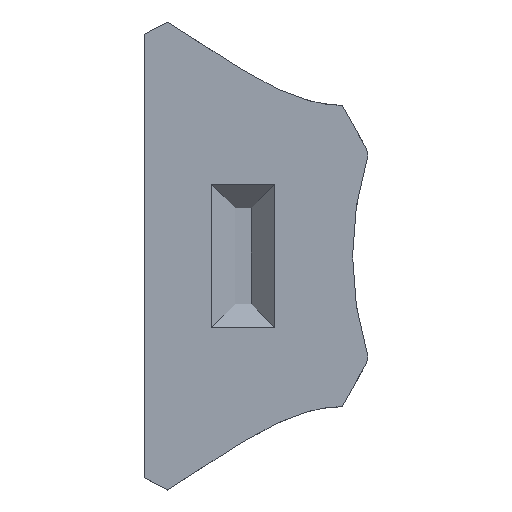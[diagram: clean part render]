
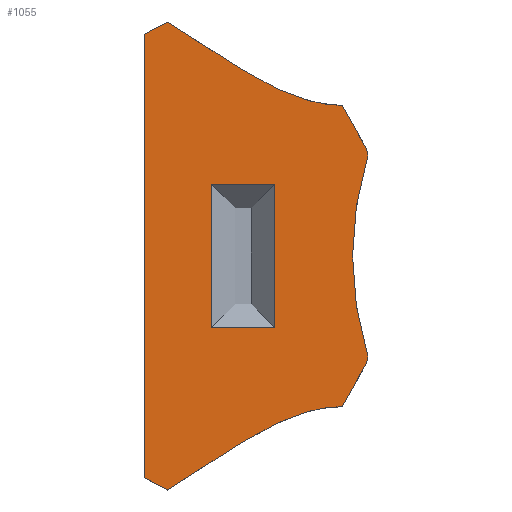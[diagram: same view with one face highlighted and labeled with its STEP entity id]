
A CAD part, top view. The second image highlights one B-rep face of the part: STEP entity #1055.
In plain terms, the highlighted planar face has unit normal (0, 0, 1).
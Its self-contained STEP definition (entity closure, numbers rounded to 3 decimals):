
#34=CARTESIAN_POINT('',(-55.582,-5.89,1.23));
#35=VERTEX_POINT('',#34);
#59=CARTESIAN_POINT('',(-55.443,-5.366,1.23));
#60=VERTEX_POINT('',#59);
#67=CARTESIAN_POINT('',(-56.531,-5.358,1.23));
#68=DIRECTION('',(0.,0.,1.));
#69=DIRECTION('',(1.,0.,-0.));
#70=AXIS2_PLACEMENT_3D('',#67,#68,#69);
#71=CIRCLE('',#70,1.088);
#72=EDGE_CURVE('',#35,#60,#71,.T.);
#101=CARTESIAN_POINT('',(-55.582,5.89,1.23));
#102=VERTEX_POINT('',#101);
#109=CARTESIAN_POINT('',(-55.443,5.366,1.23));
#110=VERTEX_POINT('',#109);
#111=CARTESIAN_POINT('',(-56.531,5.358,1.23));
#112=DIRECTION('',(0.,0.,1.));
#113=DIRECTION('',(1.,0.,-0.));
#114=AXIS2_PLACEMENT_3D('',#111,#112,#113);
#115=CIRCLE('',#114,1.088);
#116=EDGE_CURVE('',#110,#102,#115,.T.);
#184=CARTESIAN_POINT('',(-56.809,-8.08,1.23));
#185=VERTEX_POINT('',#184);
#208=CARTESIAN_POINT('',(-55.582,-5.89,1.23));
#209=DIRECTION('',(-0.489,-0.872,0.));
#210=VECTOR('',#209,2.511);
#211=LINE('',#208,#210);
#212=EDGE_CURVE('',#35,#185,#211,.T.);
#240=CARTESIAN_POINT('',(-56.809,8.08,1.23));
#241=VERTEX_POINT('',#240);
#248=CARTESIAN_POINT('',(-55.582,5.89,1.23));
#249=DIRECTION('',(-0.489,0.872,0.));
#250=VECTOR('',#249,2.511);
#251=LINE('',#248,#250);
#252=EDGE_CURVE('',#102,#241,#251,.T.);
#758=CARTESIAN_POINT('',(-67.435,11.91,1.23));
#759=VERTEX_POINT('',#758);
#776=CARTESIAN_POINT('',(-67.435,-11.91,1.23));
#777=VERTEX_POINT('',#776);
#784=CARTESIAN_POINT('',(-67.435,-11.91,1.23));
#785=DIRECTION('',(0.,1.,0.));
#786=VECTOR('',#785,23.82);
#787=LINE('',#784,#786);
#788=EDGE_CURVE('',#777,#759,#787,.T.);
#807=CARTESIAN_POINT('',(-66.195,-12.56,1.23));
#808=VERTEX_POINT('',#807);
#815=CARTESIAN_POINT('',(-66.195,-12.56,1.23));
#816=DIRECTION('',(-0.886,0.464,0.));
#817=VECTOR('',#816,1.4);
#818=LINE('',#815,#817);
#819=EDGE_CURVE('',#808,#777,#818,.T.);
#905=CARTESIAN_POINT('',(-66.195,-12.56,1.23));
#906=CARTESIAN_POINT('',(-65.439,-12.115,1.23));
#907=CARTESIAN_POINT('',(-64.706,-11.633,1.23));
#908=CARTESIAN_POINT('',(-63.973,-11.15,1.23));
#909=CARTESIAN_POINT('',(-63.24,-10.668,1.23));
#910=CARTESIAN_POINT('',(-62.507,-10.185,1.23));
#911=CARTESIAN_POINT('',(-61.751,-9.741,1.23));
#912=CARTESIAN_POINT('',(-61.372,-9.52,1.23));
#913=CARTESIAN_POINT('',(-60.988,-9.308,1.23));
#914=CARTESIAN_POINT('',(-60.594,-9.113,1.23));
#915=CARTESIAN_POINT('',(-60.2,-8.919,1.23));
#916=CARTESIAN_POINT('',(-59.794,-8.74,1.23));
#917=CARTESIAN_POINT('',(-59.382,-8.589,1.23));
#918=CARTESIAN_POINT('',(-58.97,-8.438,1.23));
#919=CARTESIAN_POINT('',(-58.551,-8.315,1.23));
#920=CARTESIAN_POINT('',(-58.122,-8.227,1.23));
#921=CARTESIAN_POINT('',(-57.907,-8.183,1.23));
#922=CARTESIAN_POINT('',(-57.69,-8.148,1.23));
#923=CARTESIAN_POINT('',(-57.471,-8.123,1.23));
#924=CARTESIAN_POINT('',(-57.251,-8.099,1.23));
#925=CARTESIAN_POINT('',(-57.029,-8.084,1.23));
#926=CARTESIAN_POINT('',(-56.809,-8.08,1.23));
#927=B_SPLINE_CURVE_WITH_KNOTS('',3,(#905,#906,#907,#908,#909,#910,#911,#912,#913,#914,#915,#916,#917,#918,#919,#920,#921,#922,#923,#924,#925,#926),.UNSPECIFIED.,.F.,.F.,(4,3,3,3,3,3,3,4),(0.024,0.026,0.029,0.03,0.032,0.033,0.034,0.034),.UNSPECIFIED.);
#928=EDGE_CURVE('',#808,#185,#927,.T.);
#933=CARTESIAN_POINT('',(0.,0.,1.23));
#934=DIRECTION('',(0.,0.,1.));
#935=DIRECTION('',(1.,0.,0.));
#936=AXIS2_PLACEMENT_3D('',#933,#934,#935);
#937=PLANE('',#936);
#938=ORIENTED_EDGE('',*,*,#72,.T.);
#939=CARTESIAN_POINT('',(-38.089,-0.,1.23));
#940=DIRECTION('',(-0.,-0.,-1.));
#941=DIRECTION('',(1.,0.,-0.));
#942=AXIS2_PLACEMENT_3D('',#939,#940,#941);
#943=CIRCLE('',#942,18.165);
#944=EDGE_CURVE('',#60,#110,#943,.T.);
#945=ORIENTED_EDGE('',*,*,#944,.T.);
#946=ORIENTED_EDGE('',*,*,#116,.T.);
#947=ORIENTED_EDGE('',*,*,#252,.T.);
#948=CARTESIAN_POINT('',(-66.195,12.56,1.23));
#949=VERTEX_POINT('',#948);
#950=CARTESIAN_POINT('',(-66.195,12.56,1.23));
#951=CARTESIAN_POINT('',(-65.439,12.115,1.23));
#952=CARTESIAN_POINT('',(-64.706,11.633,1.23));
#953=CARTESIAN_POINT('',(-63.973,11.15,1.23));
#954=CARTESIAN_POINT('',(-63.24,10.668,1.23));
#955=CARTESIAN_POINT('',(-62.507,10.185,1.23));
#956=CARTESIAN_POINT('',(-61.751,9.741,1.23));
#957=CARTESIAN_POINT('',(-61.372,9.52,1.23));
#958=CARTESIAN_POINT('',(-60.988,9.308,1.23));
#959=CARTESIAN_POINT('',(-60.594,9.113,1.23));
#960=CARTESIAN_POINT('',(-60.2,8.919,1.23));
#961=CARTESIAN_POINT('',(-59.794,8.74,1.23));
#962=CARTESIAN_POINT('',(-59.382,8.589,1.23));
#963=CARTESIAN_POINT('',(-58.97,8.438,1.23));
#964=CARTESIAN_POINT('',(-58.551,8.315,1.23));
#965=CARTESIAN_POINT('',(-58.122,8.227,1.23));
#966=CARTESIAN_POINT('',(-57.907,8.183,1.23));
#967=CARTESIAN_POINT('',(-57.69,8.148,1.23));
#968=CARTESIAN_POINT('',(-57.471,8.123,1.23));
#969=CARTESIAN_POINT('',(-57.251,8.099,1.23));
#970=CARTESIAN_POINT('',(-57.029,8.084,1.23));
#971=CARTESIAN_POINT('',(-56.809,8.08,1.23));
#972=B_SPLINE_CURVE_WITH_KNOTS('',3,(#950,#951,#952,#953,#954,#955,#956,#957,#958,#959,#960,#961,#962,#963,#964,#965,#966,#967,#968,#969,#970,#971),.UNSPECIFIED.,.F.,.F.,(4,3,3,3,3,3,3,4),(0.024,0.026,0.029,0.03,0.032,0.033,0.034,0.034),.UNSPECIFIED.);
#973=EDGE_CURVE('',#949,#241,#972,.T.);
#974=ORIENTED_EDGE('',*,*,#973,.F.);
#975=CARTESIAN_POINT('',(-66.195,12.56,1.23));
#976=DIRECTION('',(-0.886,-0.464,0.));
#977=VECTOR('',#976,1.4);
#978=LINE('',#975,#977);
#979=EDGE_CURVE('',#949,#759,#978,.T.);
#980=ORIENTED_EDGE('',*,*,#979,.T.);
#981=ORIENTED_EDGE('',*,*,#788,.F.);
#982=ORIENTED_EDGE('',*,*,#819,.F.);
#983=ORIENTED_EDGE('',*,*,#928,.T.);
#984=ORIENTED_EDGE('',*,*,#212,.F.);
#985=EDGE_LOOP('',(#938,#945,#946,#947,#974,#980,#981,#982,#983,#984));
#986=FACE_BOUND('',#985,.T.);
#987=CARTESIAN_POINT('',(-63.833,-0.456,1.23));
#988=VERTEX_POINT('',#987);
#989=CARTESIAN_POINT('',(-66.721,-0.456,1.23));
#990=VERTEX_POINT('',#989);
#991=CARTESIAN_POINT('',(-63.833,-0.456,1.23));
#992=DIRECTION('',(-1.,-0.,-0.));
#993=VECTOR('',#992,2.887);
#994=LINE('',#991,#993);
#995=EDGE_CURVE('',#988,#990,#994,.T.);
#996=ORIENTED_EDGE('',*,*,#995,.F.);
#997=CARTESIAN_POINT('',(-63.833,3.85,1.23));
#998=VERTEX_POINT('',#997);
#999=CARTESIAN_POINT('',(-63.833,3.85,1.23));
#1000=DIRECTION('',(-0.,-1.,-0.));
#1001=VECTOR('',#1000,4.306);
#1002=LINE('',#999,#1001);
#1003=EDGE_CURVE('',#998,#988,#1002,.T.);
#1004=ORIENTED_EDGE('',*,*,#1003,.F.);
#1005=CARTESIAN_POINT('',(-60.422,3.85,1.23));
#1006=VERTEX_POINT('',#1005);
#1007=CARTESIAN_POINT('',(-60.422,3.85,1.23));
#1008=DIRECTION('',(-1.,-0.,0.));
#1009=VECTOR('',#1008,3.411);
#1010=LINE('',#1007,#1009);
#1011=EDGE_CURVE('',#1006,#998,#1010,.T.);
#1012=ORIENTED_EDGE('',*,*,#1011,.F.);
#1013=CARTESIAN_POINT('',(-60.422,-0.456,1.23));
#1014=VERTEX_POINT('',#1013);
#1015=CARTESIAN_POINT('',(-60.422,-0.456,1.23));
#1016=DIRECTION('',(-0.,1.,-0.));
#1017=VECTOR('',#1016,4.306);
#1018=LINE('',#1015,#1017);
#1019=EDGE_CURVE('',#1014,#1006,#1018,.T.);
#1020=ORIENTED_EDGE('',*,*,#1019,.F.);
#1021=CARTESIAN_POINT('',(-56.864,-0.456,1.23));
#1022=VERTEX_POINT('',#1021);
#1023=CARTESIAN_POINT('',(-56.864,-0.456,1.23));
#1024=DIRECTION('',(-1.,-0.,-0.));
#1025=VECTOR('',#1024,3.558);
#1026=LINE('',#1023,#1025);
#1027=EDGE_CURVE('',#1022,#1014,#1026,.T.);
#1028=ORIENTED_EDGE('',*,*,#1027,.F.);
#1029=ORIENTED_EDGE('',*,*,#1027,.T.);
#1030=CARTESIAN_POINT('',(-60.422,-3.85,1.23));
#1031=VERTEX_POINT('',#1030);
#1032=CARTESIAN_POINT('',(-60.422,-3.85,1.23));
#1033=DIRECTION('',(-0.,1.,-0.));
#1034=VECTOR('',#1033,3.394);
#1035=LINE('',#1032,#1034);
#1036=EDGE_CURVE('',#1031,#1014,#1035,.T.);
#1037=ORIENTED_EDGE('',*,*,#1036,.F.);
#1038=CARTESIAN_POINT('',(-63.833,-3.85,1.23));
#1039=VERTEX_POINT('',#1038);
#1040=CARTESIAN_POINT('',(-63.833,-3.85,1.23));
#1041=DIRECTION('',(1.,-0.,-0.));
#1042=VECTOR('',#1041,3.411);
#1043=LINE('',#1040,#1042);
#1044=EDGE_CURVE('',#1039,#1031,#1043,.T.);
#1045=ORIENTED_EDGE('',*,*,#1044,.F.);
#1046=CARTESIAN_POINT('',(-63.833,-0.456,1.23));
#1047=DIRECTION('',(-0.,-1.,-0.));
#1048=VECTOR('',#1047,3.394);
#1049=LINE('',#1046,#1048);
#1050=EDGE_CURVE('',#988,#1039,#1049,.T.);
#1051=ORIENTED_EDGE('',*,*,#1050,.F.);
#1052=ORIENTED_EDGE('',*,*,#995,.T.);
#1053=EDGE_LOOP('',(#996,#1004,#1012,#1020,#1028,#1029,#1037,#1045,#1051,#1052));
#1054=FACE_BOUND('',#1053,.T.);
#1055=ADVANCED_FACE('',(#986,#1054),#937,.T.);
